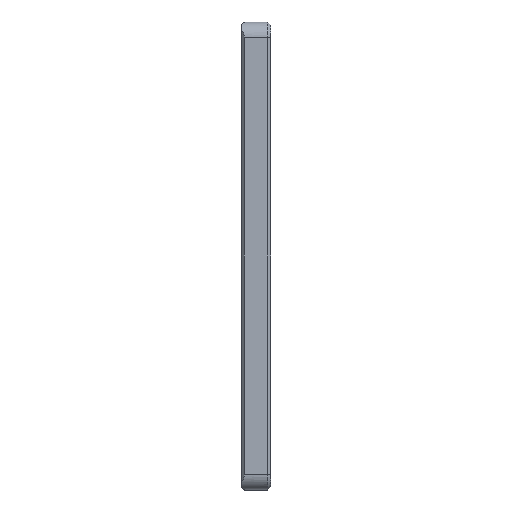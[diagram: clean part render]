
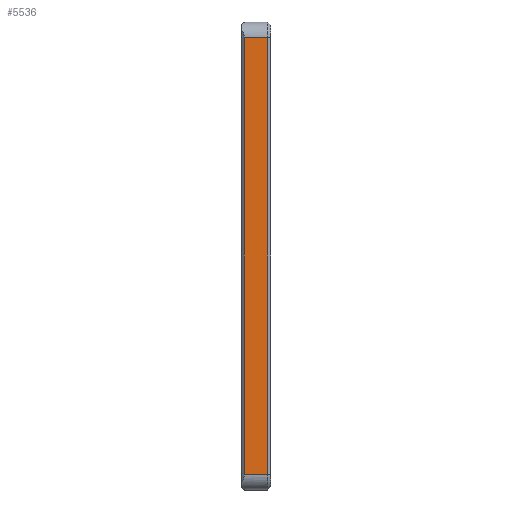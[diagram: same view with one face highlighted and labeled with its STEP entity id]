
A CAD part, left-side view. The second image highlights one B-rep face of the part: STEP entity #5536.
In plain terms, the highlighted planar face has unit normal (-1, 0, 0).
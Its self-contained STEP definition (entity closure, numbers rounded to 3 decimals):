
#338=PLANE('',#6187);
#562=FACE_OUTER_BOUND('',#1076,.T.);
#1076=EDGE_LOOP('',(#4683,#4684,#4685,#4686));
#1639=LINE('',#8236,#2011);
#1642=LINE('',#8245,#2014);
#1671=LINE('',#8497,#2043);
#1902=LINE('',#9396,#2274);
#2011=VECTOR('',#6443,10.);
#2014=VECTOR('',#6452,10.);
#2043=VECTOR('',#6679,10.);
#2274=VECTOR('',#7670,10.);
#2398=VERTEX_POINT('',#8233);
#2399=VERTEX_POINT('',#8235);
#2402=VERTEX_POINT('',#8243);
#2526=VERTEX_POINT('',#8495);
#2906=EDGE_CURVE('',#2398,#2399,#1639,.T.);
#2911=EDGE_CURVE('',#2402,#2398,#1642,.T.);
#3037=EDGE_CURVE('',#2526,#2402,#1671,.T.);
#3474=EDGE_CURVE('',#2399,#2526,#1902,.T.);
#4683=ORIENTED_EDGE('',*,*,#2911,.F.);
#4684=ORIENTED_EDGE('',*,*,#3037,.F.);
#4685=ORIENTED_EDGE('',*,*,#3474,.F.);
#4686=ORIENTED_EDGE('',*,*,#2906,.F.);
#5536=ADVANCED_FACE('',(#562),#338,.T.);
#6187=AXIS2_PLACEMENT_3D('',#9395,#7668,#7669);
#6443=DIRECTION('',(0.,-1.,0.));
#6452=DIRECTION('',(0.,0.,1.));
#6679=DIRECTION('',(0.,1.,0.));
#7668=DIRECTION('center_axis',(-1.,0.,0.));
#7669=DIRECTION('ref_axis',(0.,0.,1.));
#7670=DIRECTION('',(0.,0.,-1.));
#8233=CARTESIAN_POINT('',(-150.,2.11,77.));
#8235=CARTESIAN_POINT('',(-150.,-5.49,77.));
#8236=CARTESIAN_POINT('',(-150.,-6.49,77.));
#8243=CARTESIAN_POINT('',(-150.,2.11,-63.));
#8245=CARTESIAN_POINT('',(-150.,2.11,-36.75));
#8495=CARTESIAN_POINT('',(-150.,-5.49,-63.));
#8497=CARTESIAN_POINT('',(-150.,-6.49,-63.));
#9395=CARTESIAN_POINT('Origin',(-150.,-6.49,-68.));
#9396=CARTESIAN_POINT('',(-150.,-5.49,-36.75));
